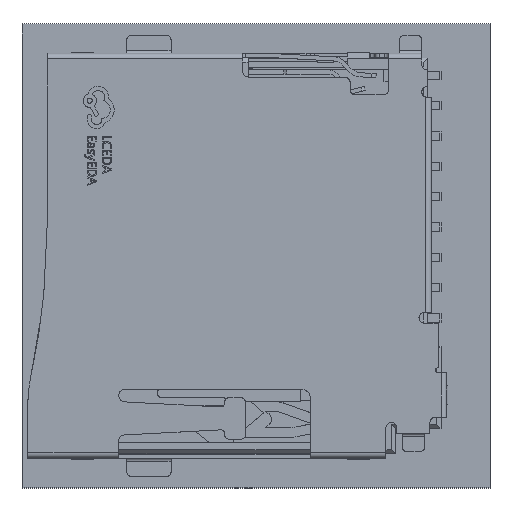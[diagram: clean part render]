
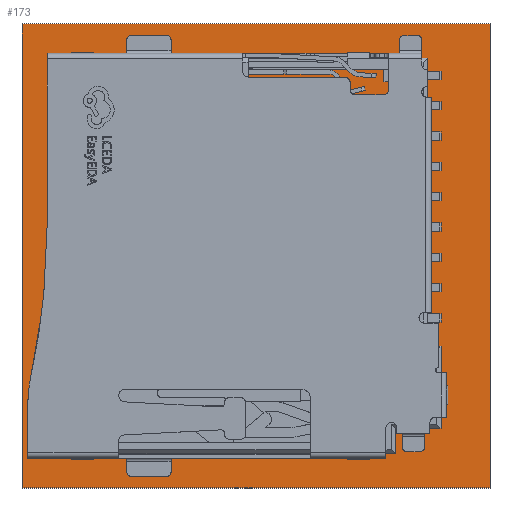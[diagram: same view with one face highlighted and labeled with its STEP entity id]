
A CAD part, top view. The second image highlights one B-rep face of the part: STEP entity #173.
In plain terms, the highlighted planar face has unit normal (0, 0, 1).
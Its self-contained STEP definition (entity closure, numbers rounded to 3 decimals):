
#39 = VERTEX_POINT('',#40);
#40 = CARTESIAN_POINT('',(-9.71,-8.946,1.6
    ));
#46 = EDGE_CURVE('',#39,#47,#49,.T.);
#47 = VERTEX_POINT('',#48);
#48 = CARTESIAN_POINT('',(-9.71,7.895,1.6)
  );
#49 = LINE('',#50,#51);
#50 = CARTESIAN_POINT('',(-9.71,-8.946,1.6
    ));
#51 = VECTOR('',#52,1.);
#52 = DIRECTION('',(0.,1.,0.));
#79 = VERTEX_POINT('',#80);
#80 = CARTESIAN_POINT('',(7.276,-8.946,1.6)
  );
#86 = EDGE_CURVE('',#79,#39,#87,.T.);
#87 = LINE('',#88,#89);
#88 = CARTESIAN_POINT('',(7.276,-8.946,1.6)
  );
#89 = VECTOR('',#90,1.);
#90 = DIRECTION('',(-1.,0.,0.));
#108 = EDGE_CURVE('',#47,#109,#111,.T.);
#109 = VERTEX_POINT('',#110);
#110 = CARTESIAN_POINT('',(7.276,7.895,1.6)
  );
#111 = LINE('',#112,#113);
#112 = CARTESIAN_POINT('',(-9.71,7.895,1.6
    ));
#113 = VECTOR('',#114,1.);
#114 = DIRECTION('',(1.,0.,0.));
#173 = ADVANCED_FACE('',(#174,#185,#196),#207,.F.);
#174 = FACE_BOUND('',#175,.F.);
#175 = EDGE_LOOP('',(#176,#177,#178,#184));
#176 = ORIENTED_EDGE('',*,*,#46,.T.);
#177 = ORIENTED_EDGE('',*,*,#108,.T.);
#178 = ORIENTED_EDGE('',*,*,#179,.T.);
#179 = EDGE_CURVE('',#109,#79,#180,.T.);
#180 = LINE('',#181,#182);
#181 = CARTESIAN_POINT('',(7.276,7.895,1.6)
  );
#182 = VECTOR('',#183,1.);
#183 = DIRECTION('',(0.,-1.,0.));
#184 = ORIENTED_EDGE('',*,*,#86,.T.);
#185 = FACE_BOUND('',#186,.F.);
#186 = EDGE_LOOP('',(#187));
#187 = ORIENTED_EDGE('',*,*,#188,.T.);
#188 = EDGE_CURVE('',#189,#189,#191,.T.);
#189 = VERTEX_POINT('',#190);
#190 = CARTESIAN_POINT('',(-5.131,-3.611,
    1.6));
#191 = CIRCLE('',#192,0.5);
#192 = AXIS2_PLACEMENT_3D('',#193,#194,#195);
#193 = CARTESIAN_POINT('',(-5.631,-3.611,
    1.6));
#194 = DIRECTION('',(0.,0.,1.));
#195 = DIRECTION('',(1.,0.,-0.));
#196 = FACE_BOUND('',#197,.F.);
#197 = EDGE_LOOP('',(#198));
#198 = ORIENTED_EDGE('',*,*,#199,.T.);
#199 = EDGE_CURVE('',#200,#200,#202,.T.);
#200 = VERTEX_POINT('',#201);
#201 = CARTESIAN_POINT('',(-5.134,4.389,1.6
    ));
#202 = CIRCLE('',#203,0.5);
#203 = AXIS2_PLACEMENT_3D('',#204,#205,#206);
#204 = CARTESIAN_POINT('',(-5.634,4.389,1.6
    ));
#205 = DIRECTION('',(0.,0.,1.));
#206 = DIRECTION('',(1.,0.,-0.));
#207 = PLANE('',#208);
#208 = AXIS2_PLACEMENT_3D('',#209,#210,#211);
#209 = CARTESIAN_POINT('',(-1.217,-0.526,
    1.6));
#210 = DIRECTION('',(-0.,-0.,-1.));
#211 = DIRECTION('',(-1.,0.,0.));
